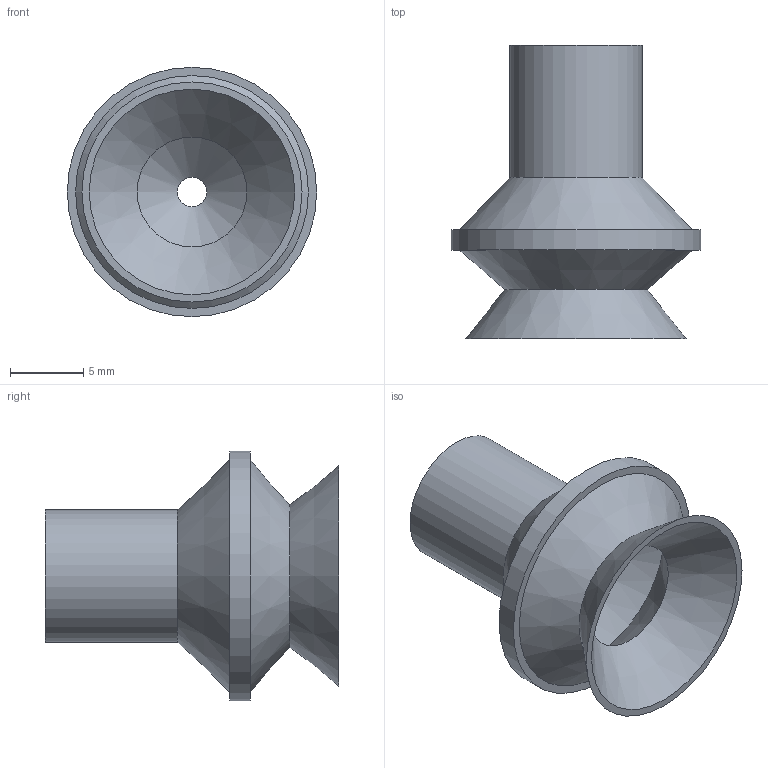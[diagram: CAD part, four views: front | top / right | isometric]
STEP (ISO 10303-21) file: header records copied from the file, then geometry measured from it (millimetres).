
FILE_DESCRIPTION (( 'STEP AP203' ), '1' );
FILE_NAME ('DL15BS-S4V.STEP', '2019-01-15T03:33:40', ( '' ), ( '' ), 'SwSTEP 2.0', 'SolidWorks 2014', '' );
FILE_SCHEMA (( 'CONFIG_CONTROL_DESIGN' ));
Length unit declared in the file: millimetre
Products named in the file (2): DL15BS-S4V
Bounding box: 17 x 20 x 17 mm (x, y, z)
Volume: 1177.4 mm3; surface area: 1540.6 mm2
Topology: 1 solids, 1 shells, 13 faces, 22 edges, 13 vertices
Faces by surface type: cone 6, plane 4, cylinder 3
Full cylindrical faces by diameter (mm): 2 x1, 9 x1, 17 x1
Entity records: 423 total; most frequent: DIRECTION 56, CARTESIAN_POINT 41, AXIS2_PLACEMENT_3D 28, EDGE_LOOP 26, ORIENTED_EDGE 26, PERSON_AND_ORGANIZATION 16, FACE_OUTER_BOUND 16, VERTEX_POINT 13
